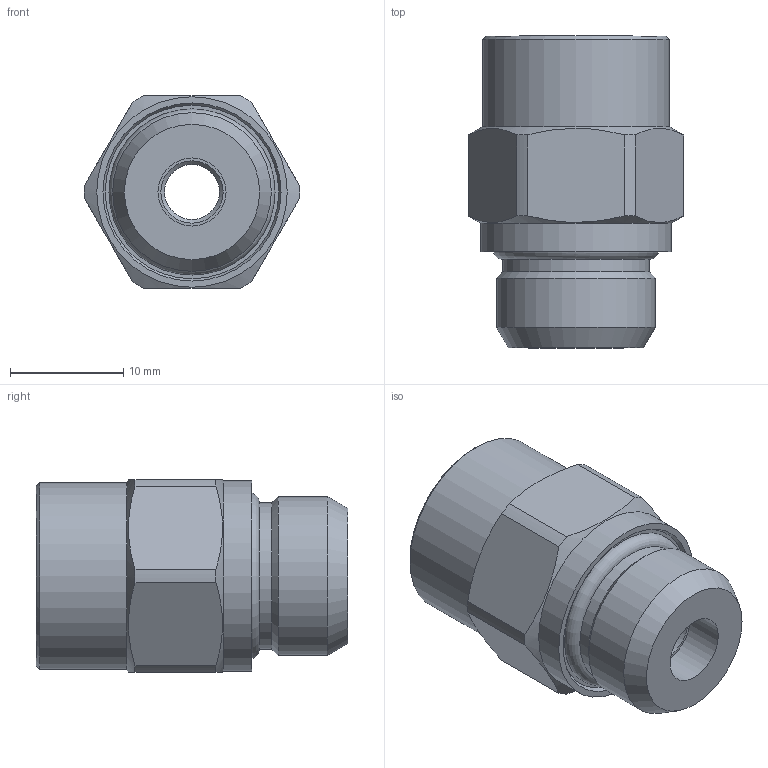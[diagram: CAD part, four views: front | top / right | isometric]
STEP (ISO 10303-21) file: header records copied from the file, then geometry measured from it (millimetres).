
FILE_DESCRIPTION(( 'MAF.12.08.M14X1.5.stp' ), '1');
FILE_NAME( 'MAF.12.08.M14X1.5.stp', '2021-02-19T15:27:50',( 'Sopra'),('sopra-pneumatic.com'), 'SwSTEP 2.0','SolidWorks 2009','' );
FILE_SCHEMA( ( 'AUTOMOTIVE_DESIGN { 1 0 10303 214 1 1 1 1 }' ) );
Length unit declared in the file: millimetre
Products named in the file (1): NONE
Bounding box: 19 x 27.5 x 17 mm (x, y, z)
Volume: 4463.6 mm3; surface area: 3068 mm2
Topology: 1 solids, 1 shells, 177 faces, 458 edges, 303 vertices
Faces by surface type: plane 76, bspline 72, cylinder 17, cone 9, torus 3
Full cylindrical faces by diameter (mm): 4.85 x1, 5.5 x1, 5.85 x1, 6 x1, 8.15 x2, 12.9 x1, 14 x2, 16.5 x1, 16.8 x1
Entity records: 10414 total; most frequent: CARTESIAN_POINT 5259, ORIENTED_EDGE 860, DIRECTION 524, EDGE_CURVE 430, VERTEX_POINT 299, LINE 228, VECTOR 228, EDGE_LOOP 222
